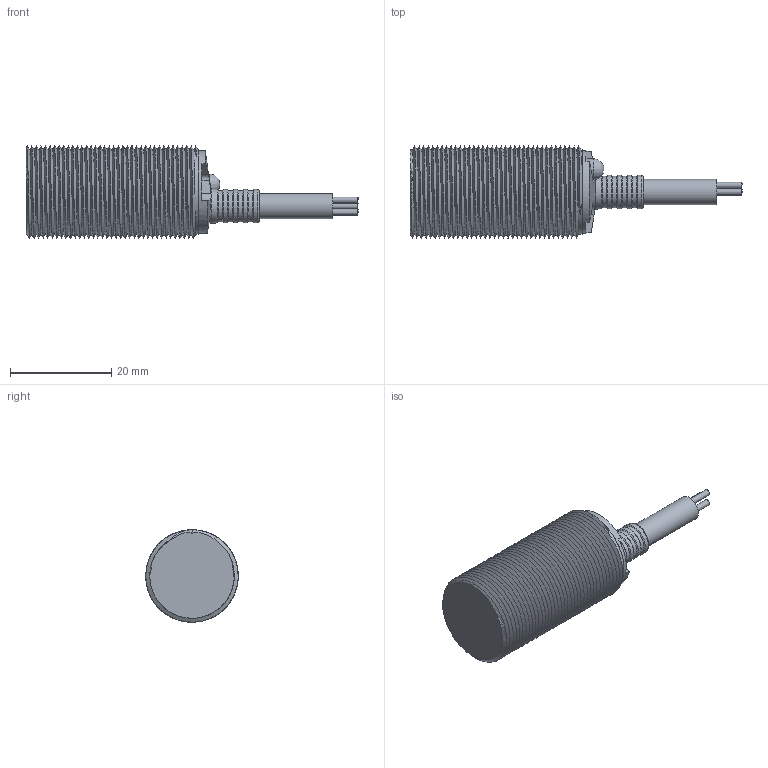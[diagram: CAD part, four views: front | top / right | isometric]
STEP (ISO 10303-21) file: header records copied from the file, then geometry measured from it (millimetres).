
FILE_DESCRIPTION(('FreeCAD Model'),'2;1');
FILE_NAME('FCM1-1805X-X3SX.stp','2021-12-07T14:24:48',( 'Author'),(''),'Open CASCADE STEP processor 7.3','FreeCAD','Unknown' );
FILE_SCHEMA(('AUTOMOTIVE_DESIGN { 1 0 10303 214 1 1 1 1 }'));
Length unit declared in the file: millimetre
Products named in the file (1): FCM1-1805X-X3SX
Bounding box: 65.61 x 18.26 x 18.26 mm (x, y, z)
Surface area: 5987.2 mm2 (no closed solid volume)
Topology: 0 solids, 2 shells, 97 faces, 721 edges, 1987 vertices
Faces by surface type: bspline 97
Entity records: 17965 total; most frequent: CARTESIAN_POINT 12874, B_SPLINE_CURVE_WITH_KNOTS 618, GEOMETRIC_CURVE_SET 478, ORIENTED_EDGE 477, TRIMMED_CURVE 477, PCURVE 466, DEFINITIONAL_REPRESENTATION 466, EDGE_CURVE 244
